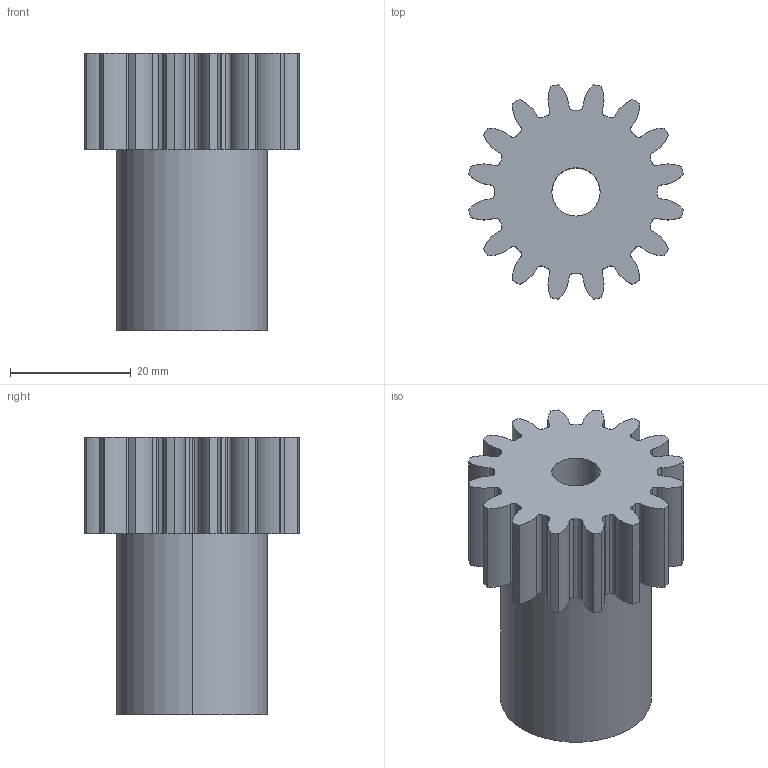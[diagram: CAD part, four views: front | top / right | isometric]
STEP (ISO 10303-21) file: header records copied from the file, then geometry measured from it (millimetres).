
FILE_DESCRIPTION (( 'STEP AP214' ), '1' );
FILE_NAME ('118-020-016.step', '2010-07-19T09:35:10', ( 'WMH Herion Antriebstechnik GmbH' ), ( 'WMH Herion Antriebstechnik GmbH' ), 'SwSTEP 2.0', 'SolidWorks 2010', '' );
FILE_SCHEMA (( 'AUTOMOTIVE_DESIGN' ));
Length unit declared in the file: millimetre
Products named in the file (1): 118-020-016
Bounding box: 35.54 x 35.54 x 46 mm (x, y, z)
Volume: 24966.7 mm3; surface area: 8179.3 mm2
Topology: 1 solids, 1 shells, 116 faces, 339 edges, 226 vertices
Faces by surface type: cylinder 113, plane 3
Entity records: 4027 total; most frequent: DIRECTION 799, CARTESIAN_POINT 682, ORIENTED_EDGE 678, AXIS2_PLACEMENT_3D 343, EDGE_CURVE 339, CIRCLE 226, VERTEX_POINT 226, EDGE_LOOP 119
